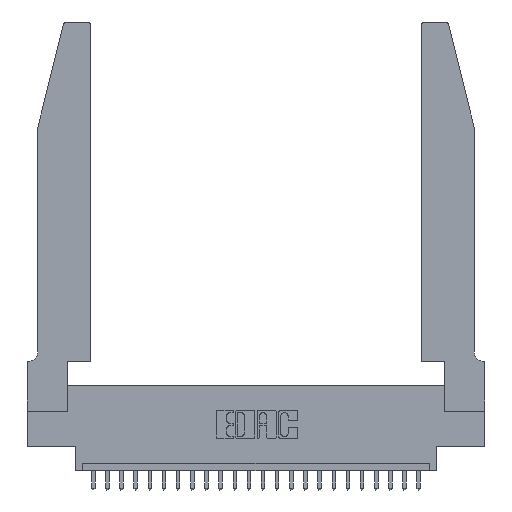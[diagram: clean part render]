
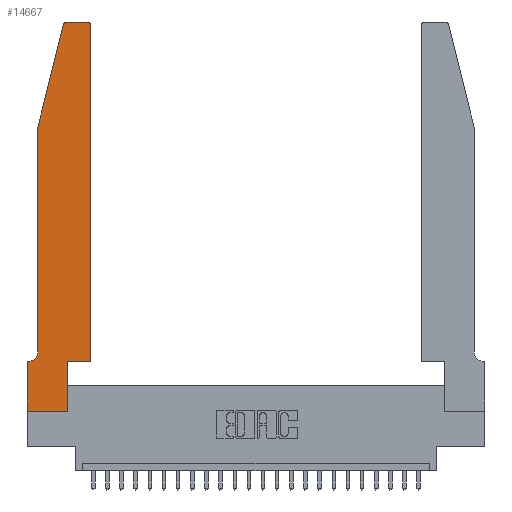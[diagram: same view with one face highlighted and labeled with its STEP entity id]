
A CAD part, top view. The second image highlights one B-rep face of the part: STEP entity #14667.
In plain terms, the highlighted planar face has unit normal (0, 0, 1).
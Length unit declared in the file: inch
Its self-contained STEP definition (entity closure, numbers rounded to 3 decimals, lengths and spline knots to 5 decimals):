
#763 = LINE ( 'NONE', #22513, #12443 ) ;
#999 = DIRECTION ( 'NONE',  ( -1., 0., 0. ) ) ;
#1059 = VERTEX_POINT ( 'NONE', #9740 ) ;
#1095 = DIRECTION ( 'NONE',  ( 0., 1., 0. ) ) ;
#1380 = AXIS2_PLACEMENT_3D ( 'NONE', #2973, #18074, #22053 ) ;
#1486 = LINE ( 'NONE', #15569, #25118 ) ;
#2347 = LINE ( 'NONE', #11331, #16826 ) ;
#2858 = CIRCLE ( 'NONE', #4670, 0.07 ) ;
#2973 = CARTESIAN_POINT ( 'NONE',  ( 0.284, 2.72, 0.37 ) ) ;
#3465 = EDGE_CURVE ( 'NONE', #6153, #20545, #24941, .T. ) ;
#3553 = CARTESIAN_POINT ( 'NONE',  ( 0.4505, 0.35, 0.37 ) ) ;
#3595 = CARTESIAN_POINT ( 'NONE',  ( 0.0755, 0.42, 0.37 ) ) ;
#3617 = DIRECTION ( 'NONE',  ( 0., 1., 0. ) ) ;
#3728 = CARTESIAN_POINT ( 'NONE',  ( 0.4505, 0.35, 0.37 ) ) ;
#4421 = AXIS2_PLACEMENT_3D ( 'NONE', #18332, #12564, #22388 ) ;
#4524 = ORIENTED_EDGE ( 'NONE', *, *, #12672, .T. ) ;
#4650 = PLANE ( 'NONE',  #4421 ) ;
#4670 = AXIS2_PLACEMENT_3D ( 'NONE', #6921, #10771, #999 ) ;
#4699 = DIRECTION ( 'NONE',  ( 0., -1., 0. ) ) ;
#5352 = CARTESIAN_POINT ( 'NONE',  ( 0.0755, 2., 0.37 ) ) ;
#6115 = VERTEX_POINT ( 'NONE', #11095 ) ;
#6153 = VERTEX_POINT ( 'NONE', #18488 ) ;
#6162 = EDGE_CURVE ( 'NONE', #11235, #6153, #8494, .T. ) ;
#6169 = VERTEX_POINT ( 'NONE', #22704 ) ;
#6406 = EDGE_CURVE ( 'NONE', #6169, #14280, #2347, .T. ) ;
#6556 = ORIENTED_EDGE ( 'NONE', *, *, #20616, .T. ) ;
#6921 = CARTESIAN_POINT ( 'NONE',  ( 0.0055, 0.42, 0.37 ) ) ;
#7326 = FACE_OUTER_BOUND ( 'NONE', #24959, .T. ) ;
#7799 = CARTESIAN_POINT ( 'NONE',  ( 0.4205, 2.72, 0.37 ) ) ;
#7962 = DIRECTION ( 'NONE',  ( 0., 0., 1. ) ) ;
#8043 = ORIENTED_EDGE ( 'NONE', *, *, #21708, .T. ) ;
#8494 = CIRCLE ( 'NONE', #1380, 0.03 ) ;
#8648 = VECTOR ( 'NONE', #15412, 39.37008 ) ;
#9509 = CARTESIAN_POINT ( 'NONE',  ( 0.2865, 0.35, 0.37 ) ) ;
#9740 = CARTESIAN_POINT ( 'NONE',  ( 0.0055, 0.35, 0.37 ) ) ;
#10018 = LINE ( 'NONE', #3553, #24473 ) ;
#10454 = ORIENTED_EDGE ( 'NONE', *, *, #6162, .T. ) ;
#10603 = CARTESIAN_POINT ( 'NONE',  ( 0.2865, 0.35, 0.37 ) ) ;
#10702 = CARTESIAN_POINT ( 'NONE',  ( 0.4505, 2.72, 0.37 ) ) ;
#10718 = EDGE_CURVE ( 'NONE', #14280, #11980, #763, .T. ) ;
#10771 = DIRECTION ( 'NONE',  ( 0., 0., -1. ) ) ;
#10950 = VERTEX_POINT ( 'NONE', #3728 ) ;
#11095 = CARTESIAN_POINT ( 'NONE',  ( 0.4205, 2.75, 0.37 ) ) ;
#11140 = ORIENTED_EDGE ( 'NONE', *, *, #10718, .T. ) ;
#11235 = VERTEX_POINT ( 'NONE', #24630 ) ;
#11331 = CARTESIAN_POINT ( 'NONE',  ( 0., 0., 0.37 ) ) ;
#11876 = VECTOR ( 'NONE', #16748, 39.37008 ) ;
#11980 = VERTEX_POINT ( 'NONE', #15319 ) ;
#12143 = EDGE_CURVE ( 'NONE', #11980, #17297, #12996, .T. ) ;
#12264 = ORIENTED_EDGE ( 'NONE', *, *, #12143, .T. ) ;
#12443 = VECTOR ( 'NONE', #18499, 39.37008 ) ;
#12564 = DIRECTION ( 'NONE',  ( 0., 0., 1. ) ) ;
#12672 = EDGE_CURVE ( 'NONE', #1059, #6169, #20361, .T. ) ;
#12754 = CARTESIAN_POINT ( 'NONE',  ( 0.0755, 0.35, 0.37 ) ) ;
#12996 = LINE ( 'NONE', #10603, #18529 ) ;
#14280 = VERTEX_POINT ( 'NONE', #16130 ) ;
#14383 = DIRECTION ( 'NONE',  ( 0., -1., 0. ) ) ;
#14570 = EDGE_CURVE ( 'NONE', #20545, #24869, #23649, .T. ) ;
#14667 = ADVANCED_FACE ( 'NONE', ( #7326 ), #4650, .T. ) ;
#15319 = CARTESIAN_POINT ( 'NONE',  ( 0.2865, 0., 0.37 ) ) ;
#15412 = DIRECTION ( 'NONE',  ( -0.239, -0.971, 0. ) ) ;
#15569 = CARTESIAN_POINT ( 'NONE',  ( 0.4505, 0.35, 0.37 ) ) ;
#16130 = CARTESIAN_POINT ( 'NONE',  ( 0., 0., 0.37 ) ) ;
#16748 = DIRECTION ( 'NONE',  ( -1., 0., 0. ) ) ;
#16826 = VECTOR ( 'NONE', #4699, 39.37008 ) ;
#17035 = EDGE_CURVE ( 'NONE', #24869, #1059, #2858, .T. ) ;
#17297 = VERTEX_POINT ( 'NONE', #9509 ) ;
#17716 = DIRECTION ( 'NONE',  ( 1., 0., 0. ) ) ;
#18074 = DIRECTION ( 'NONE',  ( 0., 0., 1. ) ) ;
#18191 = EDGE_CURVE ( 'NONE', #24677, #6115, #24322, .T. ) ;
#18332 = CARTESIAN_POINT ( 'NONE',  ( 0., 0.35, 0.37 ) ) ;
#18488 = CARTESIAN_POINT ( 'NONE',  ( 0.25487, 2.72718, 0.37 ) ) ;
#18499 = DIRECTION ( 'NONE',  ( 1., 0., 0. ) ) ;
#18529 = VECTOR ( 'NONE', #1095, 39.37008 ) ;
#19043 = ORIENTED_EDGE ( 'NONE', *, *, #18191, .T. ) ;
#20062 = CARTESIAN_POINT ( 'NONE',  ( 0.0755, 2., 0.37 ) ) ;
#20361 = LINE ( 'NONE', #12754, #21910 ) ;
#20466 = ORIENTED_EDGE ( 'NONE', *, *, #20971, .T. ) ;
#20545 = VERTEX_POINT ( 'NONE', #23480 ) ;
#20616 = EDGE_CURVE ( 'NONE', #10950, #24677, #1486, .T. ) ;
#20850 = LINE ( 'NONE', #22768, #11876 ) ;
#20852 = AXIS2_PLACEMENT_3D ( 'NONE', #7799, #7962, #17716 ) ;
#20971 = EDGE_CURVE ( 'NONE', #6115, #11235, #20850, .T. ) ;
#21298 = ORIENTED_EDGE ( 'NONE', *, *, #14570, .T. ) ;
#21434 = ORIENTED_EDGE ( 'NONE', *, *, #6406, .T. ) ;
#21708 = EDGE_CURVE ( 'NONE', #17297, #10950, #10018, .T. ) ;
#21910 = VECTOR ( 'NONE', #24585, 39.37008 ) ;
#22053 = DIRECTION ( 'NONE',  ( 1., 0., 0. ) ) ;
#22388 = DIRECTION ( 'NONE',  ( 1., 0., 0. ) ) ;
#22513 = CARTESIAN_POINT ( 'NONE',  ( 0., 0., 0.37 ) ) ;
#22704 = CARTESIAN_POINT ( 'NONE',  ( 0., 0.35, 0.37 ) ) ;
#22768 = CARTESIAN_POINT ( 'NONE',  ( 0.2605, 2.75, 0.37 ) ) ;
#23480 = CARTESIAN_POINT ( 'NONE',  ( 0.0755, 2., 0.37 ) ) ;
#23649 = LINE ( 'NONE', #20062, #24835 ) ;
#24032 = ORIENTED_EDGE ( 'NONE', *, *, #3465, .T. ) ;
#24322 = CIRCLE ( 'NONE', #20852, 0.03 ) ;
#24473 = VECTOR ( 'NONE', #25354, 39.37008 ) ;
#24585 = DIRECTION ( 'NONE',  ( -1., 0., 0. ) ) ;
#24630 = CARTESIAN_POINT ( 'NONE',  ( 0.284, 2.75, 0.37 ) ) ;
#24677 = VERTEX_POINT ( 'NONE', #10702 ) ;
#24835 = VECTOR ( 'NONE', #14383, 39.37008 ) ;
#24869 = VERTEX_POINT ( 'NONE', #3595 ) ;
#24941 = LINE ( 'NONE', #5352, #8648 ) ;
#24959 = EDGE_LOOP ( 'NONE', ( #20466, #10454, #24032, #21298, #25009, #4524, #21434, #11140, #12264, #8043, #6556, #19043 ) ) ;
#25009 = ORIENTED_EDGE ( 'NONE', *, *, #17035, .T. ) ;
#25118 = VECTOR ( 'NONE', #3617, 39.37008 ) ;
#25354 = DIRECTION ( 'NONE',  ( 1., 0., 0. ) ) ;
